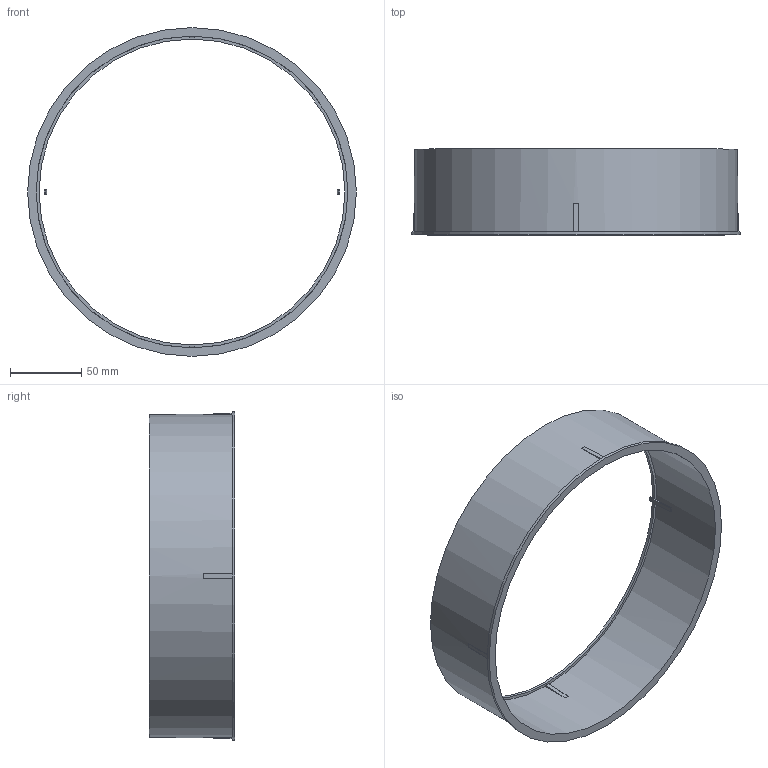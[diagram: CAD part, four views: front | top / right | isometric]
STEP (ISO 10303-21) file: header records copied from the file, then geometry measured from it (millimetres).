
FILE_DESCRIPTION(/* description */ (''),/* implementation_level */ '2;1');
FILE_NAME(/* name */ 'C .Replace - 03 v2.0.stp',/* time_stamp */ '2025-05-02T11:17:28-04:00',/* author */ ('mayhe'),/* organization */ (''),/* preprocessor_version */ 'ST-DEVELOPER v20',/* originating_system */ 'Autodesk Inventor 2025',/* authorisation */ '');
FILE_SCHEMA (('AUTOMOTIVE_DESIGN { 1 0 10303 214 3 1 1 }'));
Length unit declared in the file: millimetre
Products named in the file (1): Cylinder Replacement- 03
Bounding box: 230 x 60 x 230 mm (x, y, z)
Volume: 173263.7 mm3; surface area: 95287.2 mm2
Topology: 3 solids, 3 shells, 54 faces, 133 edges, 87 vertices
Faces by surface type: plane 50, cylinder 4
Full cylindrical faces by diameter (mm): 214 x1, 218 x1, 226 x1, 230 x1
Entity records: 1633 total; most frequent: CARTESIAN_POINT 275, DIRECTION 274, ORIENTED_EDGE 266, EDGE_CURVE 133, LINE 102, VECTOR 102, VERTEX_POINT 87, AXIS2_PLACEMENT_3D 86
